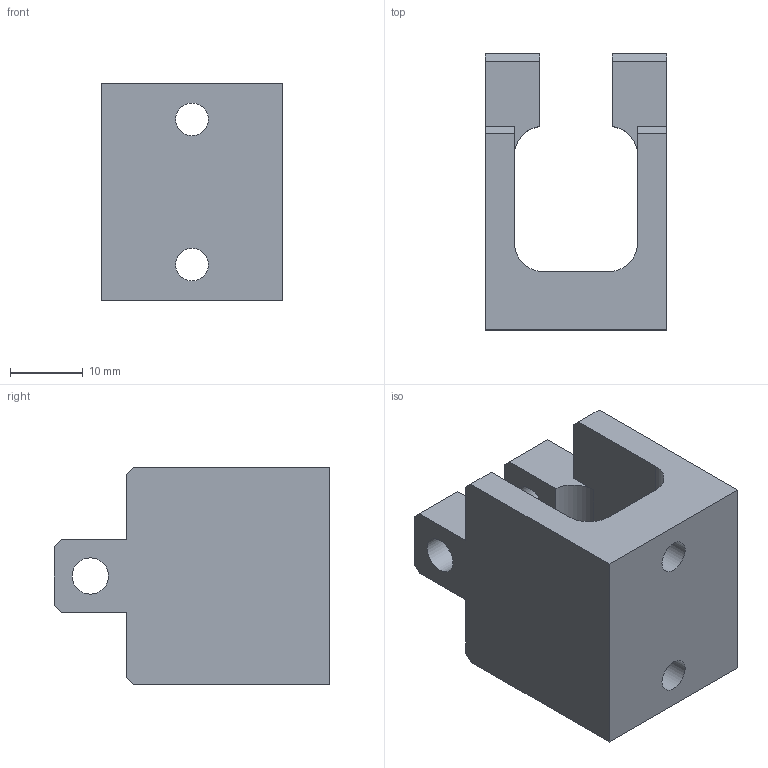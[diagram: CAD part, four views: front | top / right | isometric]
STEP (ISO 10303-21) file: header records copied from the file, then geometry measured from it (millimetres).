
FILE_DESCRIPTION (( 'STEP AP214' ), '1' );
FILE_NAME ('Part4.STEP', '2025-04-25T06:39:41', ( '' ), ( '' ), 'SwSTEP 2.0', 'SolidWorks 2023', '' );
FILE_SCHEMA (( 'AUTOMOTIVE_DESIGN' ));
Length unit declared in the file: millimetre
Products named in the file (1): Part4
Bounding box: 25 x 38 x 30 mm (x, y, z)
Volume: 11821.7 mm3; surface area: 6172.2 mm2
Topology: 1 solids, 1 shells, 40 faces, 110 edges, 74 vertices
Faces by surface type: plane 30, cylinder 10
Full cylindrical faces by diameter (mm): 4.5 x2, 5 x2, 8 x2
Entity records: 1261 total; most frequent: CARTESIAN_POINT 215, DIRECTION 204, ORIENTED_EDGE 204, EDGE_CURVE 102, VECTOR 82, LINE 82, VERTEX_POINT 72, AXIS2_PLACEMENT_3D 61
